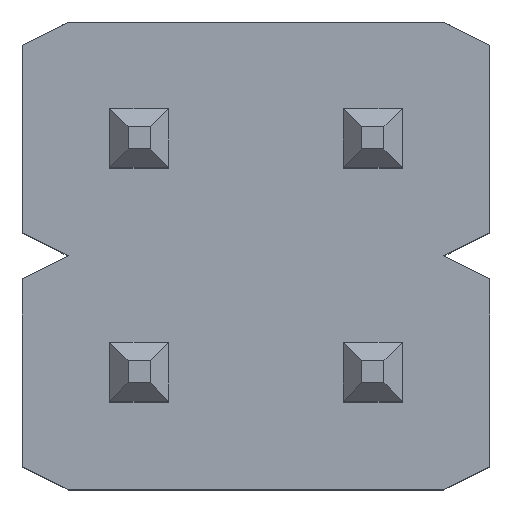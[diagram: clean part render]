
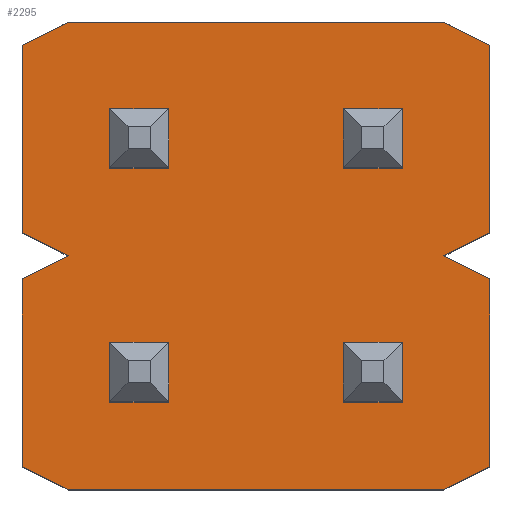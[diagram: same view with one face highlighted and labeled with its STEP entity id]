
A CAD part, top view. The second image highlights one B-rep face of the part: STEP entity #2295.
In plain terms, the highlighted face is planar.
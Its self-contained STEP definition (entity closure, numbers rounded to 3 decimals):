
#158=ORIENTED_EDGE('',*,*,#558,.T.);
#159=ORIENTED_EDGE('',*,*,#559,.T.);
#160=ORIENTED_EDGE('',*,*,#560,.T.);
#161=ORIENTED_EDGE('',*,*,#561,.T.);
#162=ORIENTED_EDGE('',*,*,#562,.T.);
#163=ORIENTED_EDGE('',*,*,#563,.T.);
#164=ORIENTED_EDGE('',*,*,#564,.T.);
#165=ORIENTED_EDGE('',*,*,#565,.T.);
#166=ORIENTED_EDGE('',*,*,#506,.F.);
#167=ORIENTED_EDGE('',*,*,#526,.T.);
#168=ORIENTED_EDGE('',*,*,#541,.T.);
#169=ORIENTED_EDGE('',*,*,#511,.F.);
#170=ORIENTED_EDGE('',*,*,#498,.T.);
#171=ORIENTED_EDGE('',*,*,#514,.F.);
#172=ORIENTED_EDGE('',*,*,#518,.F.);
#173=ORIENTED_EDGE('',*,*,#494,.T.);
#174=ORIENTED_EDGE('',*,*,#521,.F.);
#175=ORIENTED_EDGE('',*,*,#539,.F.);
#176=ORIENTED_EDGE('',*,*,#536,.T.);
#177=ORIENTED_EDGE('',*,*,#502,.F.);
#178=ORIENTED_EDGE('',*,*,#533,.T.);
#179=ORIENTED_EDGE('',*,*,#529,.T.);
#180=ORIENTED_EDGE('',*,*,#566,.T.);
#181=ORIENTED_EDGE('',*,*,#567,.T.);
#182=ORIENTED_EDGE('',*,*,#568,.T.);
#183=ORIENTED_EDGE('',*,*,#569,.T.);
#184=ORIENTED_EDGE('',*,*,#570,.T.);
#185=ORIENTED_EDGE('',*,*,#571,.T.);
#186=ORIENTED_EDGE('',*,*,#572,.T.);
#187=ORIENTED_EDGE('',*,*,#573,.T.);
#494=EDGE_CURVE('',#721,#720,#860,.T.);
#498=EDGE_CURVE('',#725,#724,#864,.T.);
#502=EDGE_CURVE('',#728,#729,#868,.T.);
#506=EDGE_CURVE('',#732,#733,#872,.T.);
#511=EDGE_CURVE('',#725,#735,#877,.T.);
#514=EDGE_CURVE('',#737,#724,#880,.T.);
#518=EDGE_CURVE('',#721,#737,#884,.T.);
#521=EDGE_CURVE('',#739,#720,#887,.T.);
#526=EDGE_CURVE('',#732,#741,#892,.T.);
#529=EDGE_CURVE('',#743,#733,#895,.T.);
#533=EDGE_CURVE('',#728,#743,#899,.T.);
#536=EDGE_CURVE('',#745,#729,#902,.T.);
#539=EDGE_CURVE('',#745,#739,#905,.T.);
#541=EDGE_CURVE('',#741,#735,#907,.T.);
#558=EDGE_CURVE('',#762,#763,#924,.T.);
#559=EDGE_CURVE('',#763,#764,#925,.T.);
#560=EDGE_CURVE('',#764,#765,#926,.T.);
#561=EDGE_CURVE('',#765,#762,#927,.T.);
#562=EDGE_CURVE('',#766,#767,#928,.T.);
#563=EDGE_CURVE('',#767,#768,#929,.T.);
#564=EDGE_CURVE('',#768,#769,#930,.T.);
#565=EDGE_CURVE('',#769,#766,#931,.T.);
#566=EDGE_CURVE('',#770,#771,#932,.T.);
#567=EDGE_CURVE('',#771,#772,#933,.T.);
#568=EDGE_CURVE('',#772,#773,#934,.T.);
#569=EDGE_CURVE('',#773,#770,#935,.T.);
#570=EDGE_CURVE('',#774,#775,#936,.T.);
#571=EDGE_CURVE('',#775,#776,#937,.T.);
#572=EDGE_CURVE('',#776,#777,#938,.T.);
#573=EDGE_CURVE('',#777,#774,#939,.T.);
#720=VERTEX_POINT('',#2936);
#721=VERTEX_POINT('',#2938);
#724=VERTEX_POINT('',#2945);
#725=VERTEX_POINT('',#2947);
#728=VERTEX_POINT('',#2954);
#729=VERTEX_POINT('',#2956);
#732=VERTEX_POINT('',#2963);
#733=VERTEX_POINT('',#2965);
#735=VERTEX_POINT('',#2970);
#737=VERTEX_POINT('',#2978);
#739=VERTEX_POINT('',#2989);
#741=VERTEX_POINT('',#2997);
#743=VERTEX_POINT('',#3004);
#745=VERTEX_POINT('',#3015);
#762=VERTEX_POINT('',#3062);
#763=VERTEX_POINT('',#3063);
#764=VERTEX_POINT('',#3065);
#765=VERTEX_POINT('',#3067);
#766=VERTEX_POINT('',#3070);
#767=VERTEX_POINT('',#3071);
#768=VERTEX_POINT('',#3073);
#769=VERTEX_POINT('',#3075);
#770=VERTEX_POINT('',#3078);
#771=VERTEX_POINT('',#3079);
#772=VERTEX_POINT('',#3081);
#773=VERTEX_POINT('',#3083);
#774=VERTEX_POINT('',#3086);
#775=VERTEX_POINT('',#3087);
#776=VERTEX_POINT('',#3089);
#777=VERTEX_POINT('',#3091);
#860=LINE('',#2937,#1086);
#864=LINE('',#2946,#1090);
#868=LINE('',#2955,#1094);
#872=LINE('',#2964,#1098);
#877=LINE('',#2973,#1103);
#880=LINE('',#2979,#1106);
#884=LINE('',#2984,#1110);
#887=LINE('',#2990,#1113);
#892=LINE('',#2998,#1118);
#895=LINE('',#3003,#1121);
#899=LINE('',#3009,#1125);
#902=LINE('',#3014,#1128);
#905=LINE('',#3019,#1131);
#907=LINE('',#3022,#1133);
#924=LINE('',#3061,#1150);
#925=LINE('',#3064,#1151);
#926=LINE('',#3066,#1152);
#927=LINE('',#3068,#1153);
#928=LINE('',#3069,#1154);
#929=LINE('',#3072,#1155);
#930=LINE('',#3074,#1156);
#931=LINE('',#3076,#1157);
#932=LINE('',#3077,#1158);
#933=LINE('',#3080,#1159);
#934=LINE('',#3082,#1160);
#935=LINE('',#3084,#1161);
#936=LINE('',#3085,#1162);
#937=LINE('',#3088,#1163);
#938=LINE('',#3090,#1164);
#939=LINE('',#3092,#1165);
#1086=VECTOR('',#2502,1000.);
#1090=VECTOR('',#2508,1000.);
#1094=VECTOR('',#2514,1000.);
#1098=VECTOR('',#2520,1000.);
#1103=VECTOR('',#2527,1000.);
#1106=VECTOR('',#2532,1000.);
#1110=VECTOR('',#2538,1000.);
#1113=VECTOR('',#2543,1000.);
#1118=VECTOR('',#2550,1000.);
#1121=VECTOR('',#2555,1000.);
#1125=VECTOR('',#2561,1000.);
#1128=VECTOR('',#2566,1000.);
#1131=VECTOR('',#2571,1000.);
#1133=VECTOR('',#2575,1000.);
#1150=VECTOR('',#2604,1000.);
#1151=VECTOR('',#2605,1000.);
#1152=VECTOR('',#2606,1000.);
#1153=VECTOR('',#2607,1000.);
#1154=VECTOR('',#2608,1000.);
#1155=VECTOR('',#2609,1000.);
#1156=VECTOR('',#2610,1000.);
#1157=VECTOR('',#2611,1000.);
#1158=VECTOR('',#2612,1000.);
#1159=VECTOR('',#2613,1000.);
#1160=VECTOR('',#2614,1000.);
#1161=VECTOR('',#2615,1000.);
#1162=VECTOR('',#2616,1000.);
#1163=VECTOR('',#2617,1000.);
#1164=VECTOR('',#2618,1000.);
#1165=VECTOR('',#2619,1000.);
#1321=EDGE_LOOP('',(#158,#159,#160,#161));
#1322=EDGE_LOOP('',(#162,#163,#164,#165));
#1323=EDGE_LOOP('',(#166,#167,#168,#169,#170,#171,#172,#173,#174,#175,#176,
#177,#178,#179));
#1324=EDGE_LOOP('',(#180,#181,#182,#183));
#1325=EDGE_LOOP('',(#184,#185,#186,#187));
#1425=FACE_BOUND('',#1321,.T.);
#1426=FACE_BOUND('',#1322,.T.);
#1427=FACE_BOUND('',#1323,.T.);
#1428=FACE_BOUND('',#1324,.T.);
#1429=FACE_BOUND('',#1325,.T.);
#1525=PLANE('',#2398);
#2295=ADVANCED_FACE('',(#1425,#1426,#1427,#1428,#1429),#1525,.T.);
#2398=AXIS2_PLACEMENT_3D('',#3060,#2602,#2603);
#2502=DIRECTION('',(-1.,0.,0.));
#2508=DIRECTION('',(-1.,0.,0.));
#2514=DIRECTION('',(-1.,0.,0.));
#2520=DIRECTION('',(-1.,0.,0.));
#2527=DIRECTION('',(0.447,0.,0.894));
#2532=DIRECTION('',(0.447,0.,-0.894));
#2538=DIRECTION('',(0.447,0.,0.894));
#2543=DIRECTION('',(0.447,0.,-0.894));
#2550=DIRECTION('',(0.447,0.,-0.894));
#2555=DIRECTION('',(0.447,0.,0.894));
#2561=DIRECTION('',(0.447,0.,-0.894));
#2566=DIRECTION('',(0.447,0.,0.894));
#2571=DIRECTION('',(0.,0.,-1.));
#2575=DIRECTION('',(0.,0.,-1.));
#2602=DIRECTION('',(0.,1.,0.));
#2603=DIRECTION('',(0.,0.,1.));
#2604=DIRECTION('',(1.,0.,0.));
#2605=DIRECTION('',(0.,0.,1.));
#2606=DIRECTION('',(-1.,0.,0.));
#2607=DIRECTION('',(0.,0.,-1.));
#2608=DIRECTION('',(1.,0.,0.));
#2609=DIRECTION('',(0.,0.,1.));
#2610=DIRECTION('',(-1.,0.,0.));
#2611=DIRECTION('',(0.,0.,-1.));
#2612=DIRECTION('',(1.,0.,0.));
#2613=DIRECTION('',(0.,0.,1.));
#2614=DIRECTION('',(-1.,0.,0.));
#2615=DIRECTION('',(0.,0.,-1.));
#2616=DIRECTION('',(1.,0.,0.));
#2617=DIRECTION('',(0.,0.,1.));
#2618=DIRECTION('',(-1.,0.,0.));
#2619=DIRECTION('',(0.,0.,-1.));
#2936=CARTESIAN_POINT('',(-2.29,1.27,-3.81));
#2937=CARTESIAN_POINT('',(2.54,1.27,-3.81));
#2938=CARTESIAN_POINT('',(-0.25,1.27,-3.81));
#2945=CARTESIAN_POINT('',(0.25,1.27,-3.81));
#2946=CARTESIAN_POINT('',(2.54,1.27,-3.81));
#2947=CARTESIAN_POINT('',(2.29,1.27,-3.81));
#2954=CARTESIAN_POINT('',(-0.25,1.27,1.27));
#2955=CARTESIAN_POINT('',(2.54,1.27,1.27));
#2956=CARTESIAN_POINT('',(-2.29,1.27,1.27));
#2963=CARTESIAN_POINT('',(2.29,1.27,1.27));
#2964=CARTESIAN_POINT('',(2.54,1.27,1.27));
#2965=CARTESIAN_POINT('',(0.25,1.27,1.27));
#2970=CARTESIAN_POINT('',(2.54,1.27,-3.31));
#2973=CARTESIAN_POINT('',(2.29,1.27,-3.81));
#2978=CARTESIAN_POINT('',(0.,1.27,-3.31));
#2979=CARTESIAN_POINT('',(0.,1.27,-3.31));
#2984=CARTESIAN_POINT('',(-0.25,1.27,-3.81));
#2989=CARTESIAN_POINT('',(-2.54,1.27,-3.31));
#2990=CARTESIAN_POINT('',(-2.54,1.27,-3.31));
#2997=CARTESIAN_POINT('',(2.54,1.27,0.77));
#2998=CARTESIAN_POINT('',(2.29,1.27,1.27));
#3003=CARTESIAN_POINT('',(0.,1.27,0.77));
#3004=CARTESIAN_POINT('',(0.,1.27,0.77));
#3009=CARTESIAN_POINT('',(-0.25,1.27,1.27));
#3014=CARTESIAN_POINT('',(-2.54,1.27,0.77));
#3015=CARTESIAN_POINT('',(-2.54,1.27,0.77));
#3019=CARTESIAN_POINT('',(-2.54,1.27,1.27));
#3022=CARTESIAN_POINT('',(2.54,1.27,1.27));
#3060=CARTESIAN_POINT('',(2.54,1.27,1.27));
#3061=CARTESIAN_POINT('',(0.95,1.27,-2.86));
#3062=CARTESIAN_POINT('',(0.95,1.27,-2.86));
#3063=CARTESIAN_POINT('',(1.59,1.27,-2.86));
#3064=CARTESIAN_POINT('',(1.59,1.27,-2.86));
#3065=CARTESIAN_POINT('',(1.59,1.27,-2.22));
#3066=CARTESIAN_POINT('',(1.59,1.27,-2.22));
#3067=CARTESIAN_POINT('',(0.95,1.27,-2.22));
#3068=CARTESIAN_POINT('',(0.95,1.27,-2.22));
#3069=CARTESIAN_POINT('',(-1.59,1.27,-2.86));
#3070=CARTESIAN_POINT('',(-1.59,1.27,-2.86));
#3071=CARTESIAN_POINT('',(-0.95,1.27,-2.86));
#3072=CARTESIAN_POINT('',(-0.95,1.27,-2.86));
#3073=CARTESIAN_POINT('',(-0.95,1.27,-2.22));
#3074=CARTESIAN_POINT('',(-0.95,1.27,-2.22));
#3075=CARTESIAN_POINT('',(-1.59,1.27,-2.22));
#3076=CARTESIAN_POINT('',(-1.59,1.27,-2.22));
#3077=CARTESIAN_POINT('',(-1.59,1.27,-0.32));
#3078=CARTESIAN_POINT('',(-1.59,1.27,-0.32));
#3079=CARTESIAN_POINT('',(-0.95,1.27,-0.32));
#3080=CARTESIAN_POINT('',(-0.95,1.27,-0.32));
#3081=CARTESIAN_POINT('',(-0.95,1.27,0.32));
#3082=CARTESIAN_POINT('',(-0.95,1.27,0.32));
#3083=CARTESIAN_POINT('',(-1.59,1.27,0.32));
#3084=CARTESIAN_POINT('',(-1.59,1.27,0.32));
#3085=CARTESIAN_POINT('',(0.95,1.27,-0.32));
#3086=CARTESIAN_POINT('',(0.95,1.27,-0.32));
#3087=CARTESIAN_POINT('',(1.59,1.27,-0.32));
#3088=CARTESIAN_POINT('',(1.59,1.27,-0.32));
#3089=CARTESIAN_POINT('',(1.59,1.27,0.32));
#3090=CARTESIAN_POINT('',(1.59,1.27,0.32));
#3091=CARTESIAN_POINT('',(0.95,1.27,0.32));
#3092=CARTESIAN_POINT('',(0.95,1.27,0.32));
